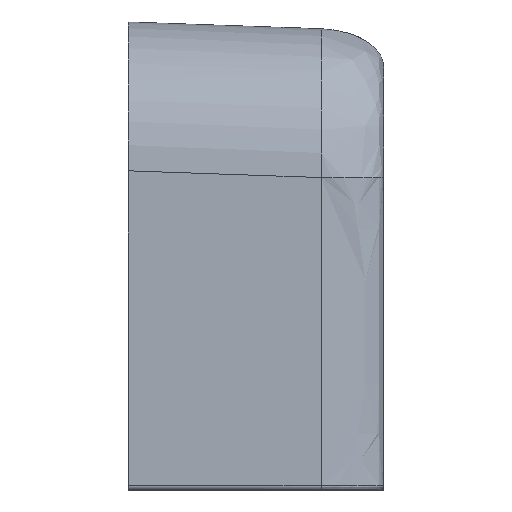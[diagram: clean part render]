
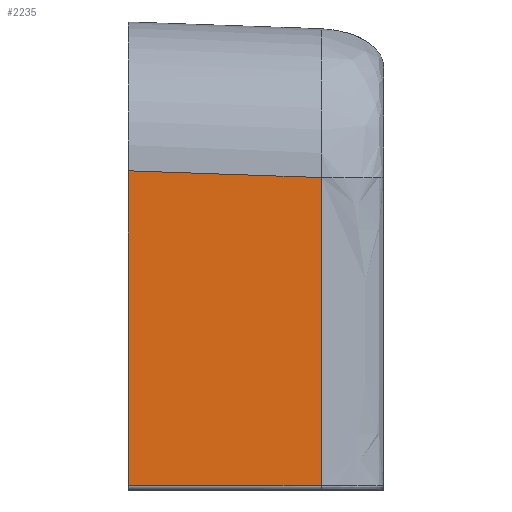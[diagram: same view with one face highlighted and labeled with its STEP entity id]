
A CAD part, left-side view. The second image highlights one B-rep face of the part: STEP entity #2235.
In plain terms, the highlighted planar face has unit normal (-0.999, -0.035, 0).
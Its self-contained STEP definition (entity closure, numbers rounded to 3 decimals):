
#94 = DIRECTION ( 'NONE',  ( -0.035, 0.999, 0.035 ) ) ;
#772 = FACE_OUTER_BOUND ( 'NONE', #3196, .T. ) ;
#1629 = ORIENTED_EDGE ( 'NONE', *, *, #10198, .T. ) ;
#2155 = CARTESIAN_POINT ( 'NONE',  ( -200., 0., -108. ) ) ;
#2235 = ADVANCED_FACE ( 'NONE', ( #772 ), #2998, .T. ) ;
#2265 = VECTOR ( 'NONE', #94, 1000. ) ;
#2424 = ORIENTED_EDGE ( 'NONE', *, *, #13376, .F. ) ;
#2701 = CARTESIAN_POINT ( 'NONE',  ( -200., 0., -108. ) ) ;
#2783 = DIRECTION ( 'NONE',  ( -0.999, -0.035, 0. ) ) ;
#2998 = PLANE ( 'NONE',  #11565 ) ;
#3196 = EDGE_LOOP ( 'NONE', ( #2424, #1629, #11679, #11359 ) ) ;
#3288 = CARTESIAN_POINT ( 'NONE',  ( -196.835, -90.628, -108. ) ) ;
#3576 = CARTESIAN_POINT ( 'NONE',  ( -196.835, -90.628, -59.707 ) ) ;
#4077 = VERTEX_POINT ( 'NONE', #13855 ) ;
#4484 = CARTESIAN_POINT ( 'NONE',  ( -200., 0., 40.043 ) ) ;
#4512 = B_SPLINE_CURVE_WITH_KNOTS ( 'NONE', 3,
 ( #3288, #3576, #4651, #8889 ),
 .UNSPECIFIED., .F., .F.,
 ( 4, 4 ),
 ( 0.014, 1. ),
 .UNSPECIFIED. ) ;
#4651 = CARTESIAN_POINT ( 'NONE',  ( -196.835, -90.628, -11.415 ) ) ;
#4777 = VECTOR ( 'NONE', #8022, 1000. ) ;
#5638 = CARTESIAN_POINT ( 'NONE',  ( -200., 0., 110. ) ) ;
#6460 = VECTOR ( 'NONE', #11009, 1000. ) ;
#6490 = CARTESIAN_POINT ( 'NONE',  ( -200.085, 2.437, 40.128 ) ) ;
#6561 = LINE ( 'NONE', #6490, #2265 ) ;
#6571 = LINE ( 'NONE', #5638, #6460 ) ;
#7137 = EDGE_CURVE ( 'NONE', #4077, #10249, #4512, .T. ) ;
#8022 = DIRECTION ( 'NONE',  ( 0.035, -0.999, 0. ) ) ;
#8275 = VERTEX_POINT ( 'NONE', #4484 ) ;
#8889 = CARTESIAN_POINT ( 'NONE',  ( -196.835, -90.628, 36.878 ) ) ;
#9318 = DIRECTION ( 'NONE',  ( 0.035, -0.999, 0. ) ) ;
#10198 = EDGE_CURVE ( 'NONE', #13110, #4077, #10238, .T. ) ;
#10238 = LINE ( 'NONE', #2701, #4777 ) ;
#10249 = VERTEX_POINT ( 'NONE', #13691 ) ;
#11009 = DIRECTION ( 'NONE',  ( 0., 0., 1. ) ) ;
#11359 = ORIENTED_EDGE ( 'NONE', *, *, #11426, .T. ) ;
#11426 = EDGE_CURVE ( 'NONE', #10249, #8275, #6561, .T. ) ;
#11467 = CARTESIAN_POINT ( 'NONE',  ( -200., 0., 110. ) ) ;
#11565 = AXIS2_PLACEMENT_3D ( 'NONE', #11467, #2783, #9318 ) ;
#11679 = ORIENTED_EDGE ( 'NONE', *, *, #7137, .T. ) ;
#13110 = VERTEX_POINT ( 'NONE', #2155 ) ;
#13376 = EDGE_CURVE ( 'NONE', #13110, #8275, #6571, .T. ) ;
#13691 = CARTESIAN_POINT ( 'NONE',  ( -196.835, -90.628, 36.878 ) ) ;
#13855 = CARTESIAN_POINT ( 'NONE',  ( -196.835, -90.628, -108. ) ) ;
